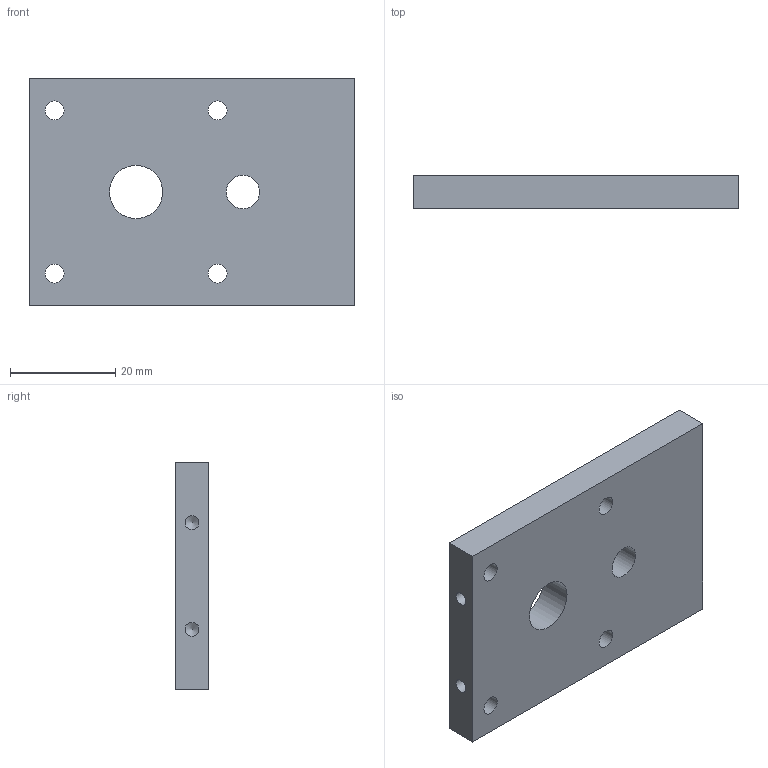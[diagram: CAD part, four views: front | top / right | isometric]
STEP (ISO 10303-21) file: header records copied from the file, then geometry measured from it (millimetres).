
FILE_DESCRIPTION(/* description */ (''),/* implementation_level */ '2;1');
FILE_NAME(/* name */ 'AR-BracketLeft2.stp',/* time_stamp */ '2025-05-09T13:10:04-04:00',/* author */ ('t205b'),/* organization */ (''),/* preprocessor_version */ 'ST-DEVELOPER v20',/* originating_system */ 'Autodesk Inventor 2025',/* authorisation */ '');
FILE_SCHEMA (('AUTOMOTIVE_DESIGN { 1 0 10303 214 3 1 1 }'));
Length unit declared in the file: inch
Products named in the file (1): AR-BracketLeft2
Bounding box: 61.91 x 6.35 x 43.18 mm (x, y, z)
Volume: 15864.5 mm3; surface area: 7204.7 mm2
Topology: 1 solids, 1 shells, 16 faces, 40 edges, 26 vertices
Faces by surface type: cylinder 8, plane 6, cone 2
Full cylindrical faces by diameter (mm): 2.642 x2, 3.607 x4, 6.35 x1, 10.1 x1
Entity records: 543 total; most frequent: DIRECTION 88, CARTESIAN_POINT 81, ORIENTED_EDGE 76, EDGE_CURVE 38, AXIS2_PLACEMENT_3D 33, EDGE_LOOP 30, VERTEX_POINT 26, LINE 22
